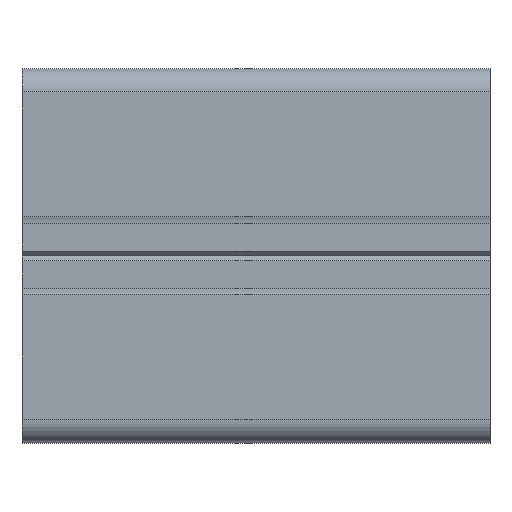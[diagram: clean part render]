
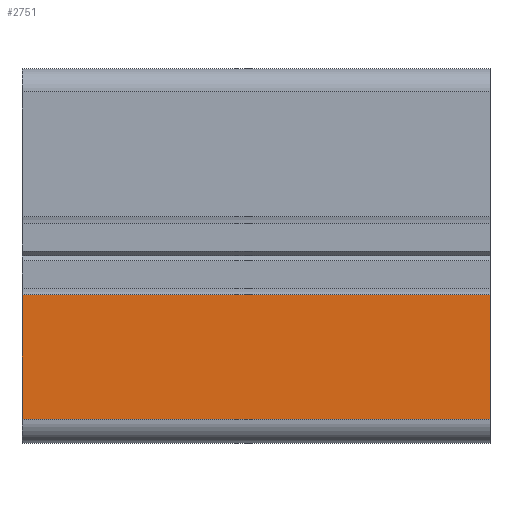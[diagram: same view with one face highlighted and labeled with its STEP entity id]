
A CAD part, top view. The second image highlights one B-rep face of the part: STEP entity #2751.
In plain terms, the highlighted planar face has unit normal (0, 0, 1).
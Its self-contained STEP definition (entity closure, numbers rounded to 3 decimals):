
#27 = CARTESIAN_POINT ( 'NONE',  ( 50., -17.5, 20. ) ) ;
#145 = DIRECTION ( 'NONE',  ( -1., 0., 0. ) ) ;
#180 = DIRECTION ( 'NONE',  ( 0., 0., -1. ) ) ;
#184 = PLANE ( 'NONE',  #2111 ) ;
#252 = CARTESIAN_POINT ( 'NONE',  ( 50., -4.151, 20. ) ) ;
#363 = LINE ( 'NONE', #3049, #372 ) ;
#372 = VECTOR ( 'NONE', #2953, 1000. ) ;
#387 = LINE ( 'NONE', #3009, #389 ) ;
#389 = VECTOR ( 'NONE', #2995, 1000. ) ;
#392 = LINE ( 'NONE', #3271, #396 ) ;
#395 = LINE ( 'NONE', #3091, #398 ) ;
#396 = VECTOR ( 'NONE', #3136, 1000. ) ;
#398 = VECTOR ( 'NONE', #2936, 1000. ) ;
#647 = EDGE_CURVE ( 'NONE', #3440, #1745, #363, .T. ) ;
#657 = EDGE_CURVE ( 'NONE', #3440, #3451, #387, .T. ) ;
#661 = EDGE_CURVE ( 'NONE', #1745, #3446, #392, .T. ) ;
#662 = EDGE_CURVE ( 'NONE', #3451, #3446, #395, .T. ) ;
#1026 = EDGE_LOOP ( 'NONE', ( #1676, #1677, #1678, #1679 ) ) ;
#1676 = ORIENTED_EDGE ( 'NONE', *, *, #662, .T. ) ;
#1677 = ORIENTED_EDGE ( 'NONE', *, *, #661, .F. ) ;
#1678 = ORIENTED_EDGE ( 'NONE', *, *, #647, .F. ) ;
#1679 = ORIENTED_EDGE ( 'NONE', *, *, #657, .T. ) ;
#1745 = VERTEX_POINT ( 'NONE', #27 ) ;
#1808 = CARTESIAN_POINT ( 'NONE',  ( 50., -4.151, 20. ) ) ;
#1814 = CARTESIAN_POINT ( 'NONE',  ( 0., -17.5, 20. ) ) ;
#1819 = CARTESIAN_POINT ( 'NONE',  ( 0., -4.151, 20. ) ) ;
#2111 = AXIS2_PLACEMENT_3D ( 'NONE', #252, #180, #145 ) ;
#2267 = FACE_OUTER_BOUND ( 'NONE', #1026, .T. ) ;
#2751 = ADVANCED_FACE ( 'NONE', ( #2267 ), #184, .F. ) ;
#2936 = DIRECTION ( 'NONE',  ( 0., -1., 0. ) ) ;
#2953 = DIRECTION ( 'NONE',  ( 0., -1., 0. ) ) ;
#2995 = DIRECTION ( 'NONE',  ( -1., 0., 0. ) ) ;
#3009 = CARTESIAN_POINT ( 'NONE',  ( 50., -4.151, 20. ) ) ;
#3049 = CARTESIAN_POINT ( 'NONE',  ( 50., -4.151, 20. ) ) ;
#3091 = CARTESIAN_POINT ( 'NONE',  ( 0., -4.151, 20. ) ) ;
#3136 = DIRECTION ( 'NONE',  ( -1., 0., 0. ) ) ;
#3271 = CARTESIAN_POINT ( 'NONE',  ( 50., -17.5, 20. ) ) ;
#3440 = VERTEX_POINT ( 'NONE', #1808 ) ;
#3446 = VERTEX_POINT ( 'NONE', #1814 ) ;
#3451 = VERTEX_POINT ( 'NONE', #1819 ) ;
